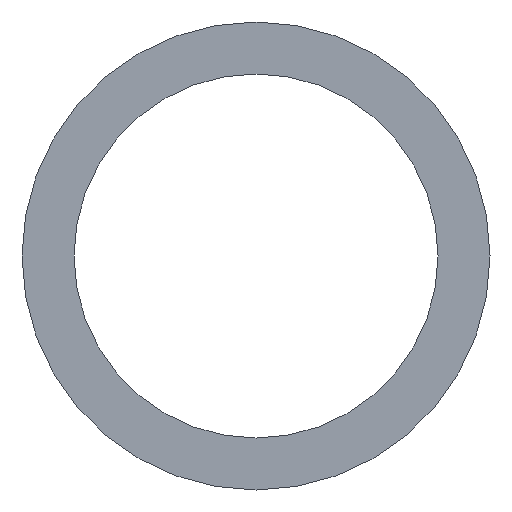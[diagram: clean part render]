
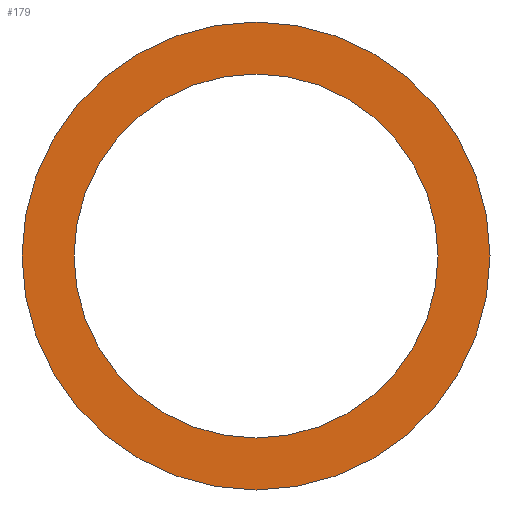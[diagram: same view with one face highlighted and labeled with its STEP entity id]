
A CAD part, left-side view. The second image highlights one B-rep face of the part: STEP entity #179.
In plain terms, the highlighted planar face has unit normal (-1, 0, 0).
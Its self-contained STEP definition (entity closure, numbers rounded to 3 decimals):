
#61=CARTESIAN_POINT('Vertex',(0.,45.,0.)) ;
#66=CARTESIAN_POINT('Axis2P3D Location',(0.,0.,0.)) ;
#70=CARTESIAN_POINT('Vertex',(0.,-45.,0.)) ;
#92=CARTESIAN_POINT('Axis2P3D Location',(0.,0.,0.)) ;
#127=CARTESIAN_POINT('Vertex',(0.,35.,0.)) ;
#130=CARTESIAN_POINT('Axis2P3D Location',(0.,0.,0.)) ;
#134=CARTESIAN_POINT('Vertex',(0.,-35.,0.)) ;
#154=CARTESIAN_POINT('Axis2P3D Location',(0.,0.,0.)) ;
#166=CARTESIAN_POINT('Axis2P3D Location',(0.,0.,0.)) ;
#67=DIRECTION('Axis2P3D Direction',(1.,0.,0.)) ;
#93=DIRECTION('Axis2P3D Direction',(1.,0.,0.)) ;
#131=DIRECTION('Axis2P3D Direction',(1.,0.,0.)) ;
#155=DIRECTION('Axis2P3D Direction',(1.,0.,0.)) ;
#167=DIRECTION('Axis2P3D Direction',(1.,0.,0.)) ;
#168=DIRECTION('Axis2P3D XDirection',(0.,1.,0.)) ;
#68=AXIS2_PLACEMENT_3D('Circle Axis2P3D',#66,#67,$) ;
#94=AXIS2_PLACEMENT_3D('Circle Axis2P3D',#92,#93,$) ;
#132=AXIS2_PLACEMENT_3D('Circle Axis2P3D',#130,#131,$) ;
#156=AXIS2_PLACEMENT_3D('Circle Axis2P3D',#154,#155,$) ;
#169=AXIS2_PLACEMENT_3D('Plane Axis2P3D',#166,#167,#168) ;
#172=ORIENTED_EDGE('',*,*,#96,.F.) ;
#173=ORIENTED_EDGE('',*,*,#72,.F.) ;
#176=ORIENTED_EDGE('',*,*,#158,.T.) ;
#177=ORIENTED_EDGE('',*,*,#136,.T.) ;
#178=FACE_BOUND('',#175,.T.) ;
#179=ADVANCED_FACE('PartBody',(#174,#178),#170,.F.) ;
#69=CIRCLE('generated circle',#68,45.) ;
#95=CIRCLE('generated circle',#94,45.) ;
#133=CIRCLE('generated circle',#132,35.) ;
#157=CIRCLE('generated circle',#156,35.) ;
#72=EDGE_CURVE('',#62,#71,#69,.T.) ;
#96=EDGE_CURVE('',#71,#62,#95,.T.) ;
#136=EDGE_CURVE('',#135,#128,#133,.T.) ;
#158=EDGE_CURVE('',#128,#135,#157,.T.) ;
#171=EDGE_LOOP('',(#172,#173)) ;
#175=EDGE_LOOP('',(#176,#177)) ;
#174=FACE_OUTER_BOUND('',#171,.T.) ;
#170=PLANE('',#169) ;
#62=VERTEX_POINT('',#61) ;
#71=VERTEX_POINT('',#70) ;
#128=VERTEX_POINT('',#127) ;
#135=VERTEX_POINT('',#134) ;
